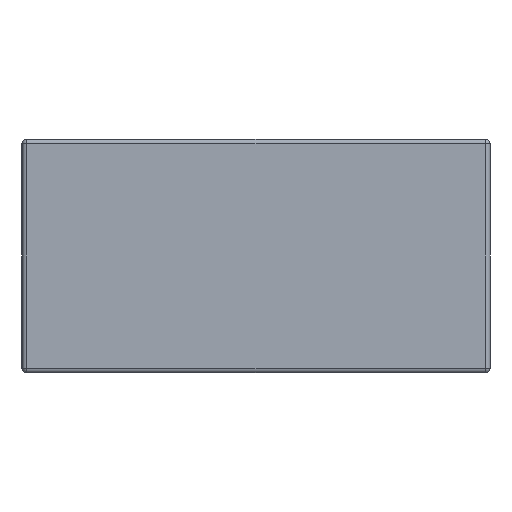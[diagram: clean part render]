
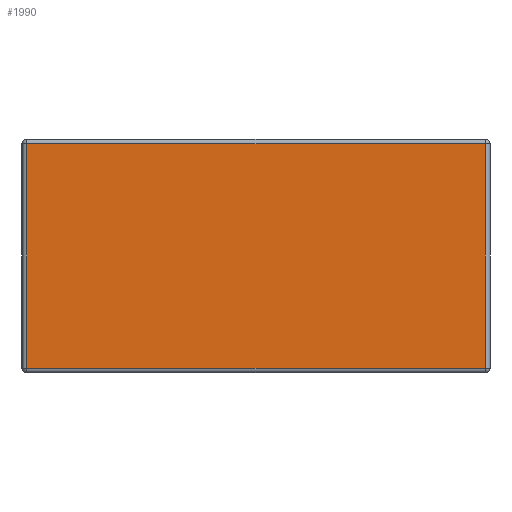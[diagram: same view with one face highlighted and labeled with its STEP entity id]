
A CAD part, left-side view. The second image highlights one B-rep face of the part: STEP entity #1990.
In plain terms, the highlighted planar face has unit normal (-1, 0, 0).
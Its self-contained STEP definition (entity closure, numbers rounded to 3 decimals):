
#12 = CARTESIAN_POINT ( 'NONE',  ( -2.85, 2.45, 0. ) ) ;
#16 = VERTEX_POINT ( 'NONE', #280 ) ;
#32 = DIRECTION ( 'NONE',  ( 0., 0., 1. ) ) ;
#111 = CARTESIAN_POINT ( 'NONE',  ( -2.85, -2.45, 2.5 ) ) ;
#166 = EDGE_LOOP ( 'NONE', ( #3138, #370, #3022, #2851 ) ) ;
#280 = CARTESIAN_POINT ( 'NONE',  ( -2.85, 2.45, 2.45 ) ) ;
#370 = ORIENTED_EDGE ( 'NONE', *, *, #2424, .T. ) ;
#453 = FACE_OUTER_BOUND ( 'NONE', #166, .T. ) ;
#537 = DIRECTION ( 'NONE',  ( 0., 1., 0. ) ) ;
#758 = EDGE_CURVE ( 'NONE', #1635, #1479, #1912, .T. ) ;
#777 = EDGE_CURVE ( 'NONE', #2494, #16, #2430, .T. ) ;
#795 = CARTESIAN_POINT ( 'NONE',  ( -2.85, 0., 2.5 ) ) ;
#827 = CARTESIAN_POINT ( 'NONE',  ( -2.85, -2.5, 0.05 ) ) ;
#903 = VECTOR ( 'NONE', #2158, 1000. ) ;
#949 = AXIS2_PLACEMENT_3D ( 'NONE', #795, #2117, #32 ) ;
#998 = CARTESIAN_POINT ( 'NONE',  ( -2.85, 2.45, 0.05 ) ) ;
#1110 = DIRECTION ( 'NONE',  ( 0., -1., 0. ) ) ;
#1426 = CARTESIAN_POINT ( 'NONE',  ( -2.85, -2.45, 0.05 ) ) ;
#1479 = VERTEX_POINT ( 'NONE', #1426 ) ;
#1615 = LINE ( 'NONE', #12, #903 ) ;
#1635 = VERTEX_POINT ( 'NONE', #998 ) ;
#1911 = CARTESIAN_POINT ( 'NONE',  ( -2.85, 0., 2.45 ) ) ;
#1912 = LINE ( 'NONE', #827, #2982 ) ;
#1990 = ADVANCED_FACE ( 'NONE', ( #453 ), #2068, .T. ) ;
#2068 = PLANE ( 'NONE',  #949 ) ;
#2117 = DIRECTION ( 'NONE',  ( -1., 0., 0. ) ) ;
#2158 = DIRECTION ( 'NONE',  ( 0., 0., -1. ) ) ;
#2245 = EDGE_CURVE ( 'NONE', #1479, #2494, #2824, .T. ) ;
#2424 = EDGE_CURVE ( 'NONE', #16, #1635, #1615, .T. ) ;
#2430 = LINE ( 'NONE', #1911, #2862 ) ;
#2494 = VERTEX_POINT ( 'NONE', #2772 ) ;
#2539 = DIRECTION ( 'NONE',  ( 0., 0., 1. ) ) ;
#2557 = VECTOR ( 'NONE', #2539, 1000. ) ;
#2772 = CARTESIAN_POINT ( 'NONE',  ( -2.85, -2.45, 2.45 ) ) ;
#2824 = LINE ( 'NONE', #111, #2557 ) ;
#2851 = ORIENTED_EDGE ( 'NONE', *, *, #2245, .T. ) ;
#2862 = VECTOR ( 'NONE', #537, 1000. ) ;
#2982 = VECTOR ( 'NONE', #1110, 1000. ) ;
#3022 = ORIENTED_EDGE ( 'NONE', *, *, #758, .T. ) ;
#3138 = ORIENTED_EDGE ( 'NONE', *, *, #777, .T. ) ;
